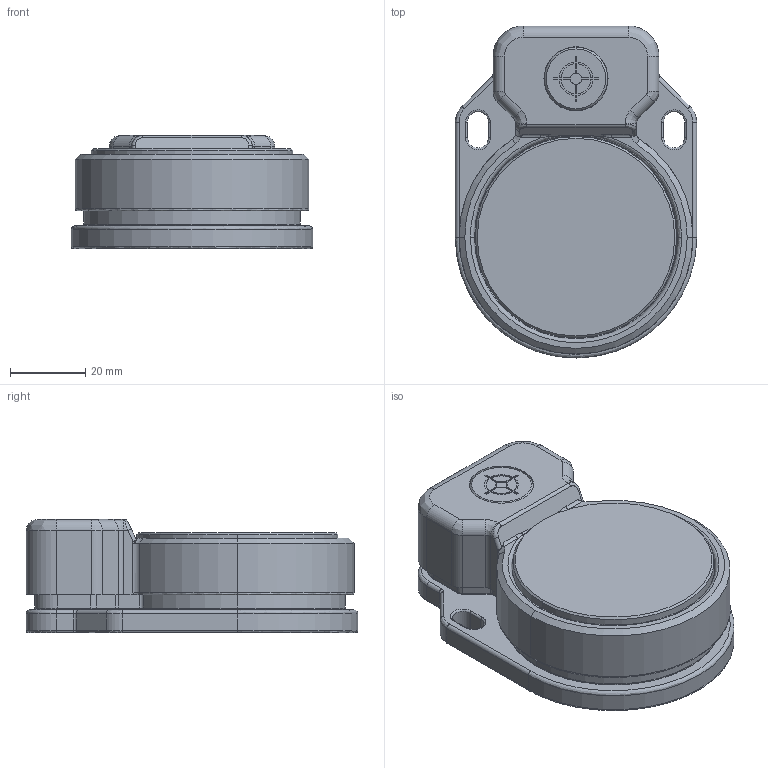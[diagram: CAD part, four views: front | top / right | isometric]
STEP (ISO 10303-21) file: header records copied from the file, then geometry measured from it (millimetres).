
FILE_DESCRIPTION (( 'STEP AP214' ), '1' );
FILE_NAME ('MGL-2SS-M-460102.step', '2017-09-27T15:11:15', ( '' ), ( '' ), 'SwSTEP 2.0', 'SolidWorks 2017', '' );
FILE_SCHEMA (( 'AUTOMOTIVE_DESIGN' ));
Length unit declared in the file: inch
Products named in the file (1): MGL-2SS-M-460102
Bounding box: 64 x 88 x 30 mm (x, y, z)
Volume: 82484 mm3; surface area: 50617.3 mm2
Topology: 7 solids, 7 shells, 754 faces, 1777 edges, 1048 vertices
Faces by surface type: cylinder 319, bspline 224, plane 158, cone 53
Entity records: 27857 total; most frequent: CARTESIAN_POINT 11459, ORIENTED_EDGE 3516, DIRECTION 3357, EDGE_CURVE 1758, AXIS2_PLACEMENT_3D 1328, VERTEX_POINT 1048, EDGE_LOOP 820, CIRCLE 797
